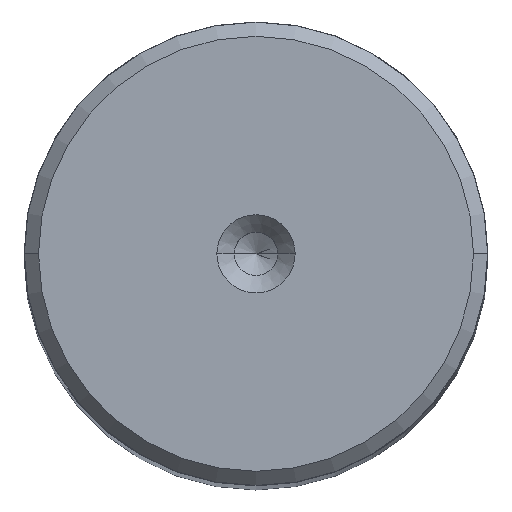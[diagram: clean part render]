
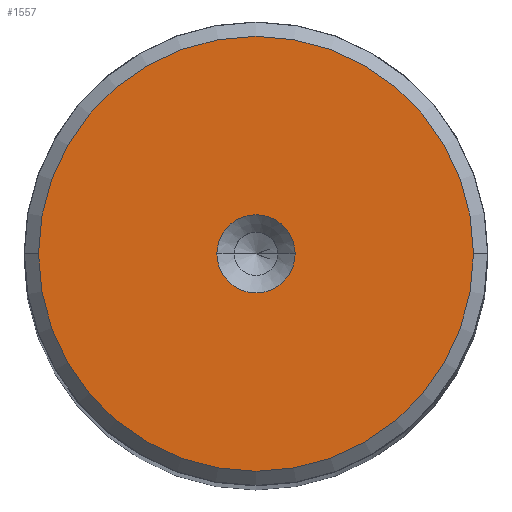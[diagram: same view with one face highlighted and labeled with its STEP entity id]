
A CAD part, top view. The second image highlights one B-rep face of the part: STEP entity #1557.
In plain terms, the highlighted planar face has unit normal (0, 0, 1).
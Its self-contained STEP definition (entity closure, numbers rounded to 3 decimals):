
#7 = PLANE ( 'NONE',  #1106 ) ;
#56 = VERTEX_POINT ( 'NONE', #245 ) ;
#105 = EDGE_CURVE ( 'NONE', #56, #2050, #1546, .T. ) ;
#112 = ORIENTED_EDGE ( 'NONE', *, *, #1898, .F. ) ;
#178 = EDGE_CURVE ( 'NONE', #1188, #1460, #1962, .T. ) ;
#190 = DIRECTION ( 'NONE',  ( 1., 0., 0. ) ) ;
#198 = DIRECTION ( 'NONE',  ( 1., 0., 0. ) ) ;
#245 = CARTESIAN_POINT ( 'NONE',  ( -15.012, 0., 170. ) ) ;
#269 = FACE_OUTER_BOUND ( 'NONE', #2166, .T. ) ;
#334 = ORIENTED_EDGE ( 'NONE', *, *, #178, .F. ) ;
#477 = CIRCLE ( 'NONE', #665, 15.012 ) ;
#566 = CARTESIAN_POINT ( 'NONE',  ( 0., 0., 170. ) ) ;
#569 = CIRCLE ( 'NONE', #1906, 2.7 ) ;
#581 = DIRECTION ( 'NONE',  ( 0., 0., 1. ) ) ;
#641 = DIRECTION ( 'NONE',  ( 0., 0., 1. ) ) ;
#665 = AXIS2_PLACEMENT_3D ( 'NONE', #1313, #1513, #1703 ) ;
#768 = DIRECTION ( 'NONE',  ( 0., 0., 1. ) ) ;
#837 = CARTESIAN_POINT ( 'NONE',  ( 0., 0., 170. ) ) ;
#1036 = EDGE_LOOP ( 'NONE', ( #112, #334 ) ) ;
#1106 = AXIS2_PLACEMENT_3D ( 'NONE', #2329, #581, #190 ) ;
#1119 = CARTESIAN_POINT ( 'NONE',  ( -2.7, 0., 170. ) ) ;
#1152 = CARTESIAN_POINT ( 'NONE',  ( 15.012, 0., 170. ) ) ;
#1167 = EDGE_CURVE ( 'NONE', #2050, #56, #477, .T. ) ;
#1188 = VERTEX_POINT ( 'NONE', #1119 ) ;
#1313 = CARTESIAN_POINT ( 'NONE',  ( 0., 0., 170. ) ) ;
#1425 = DIRECTION ( 'NONE',  ( 1., 0., 0. ) ) ;
#1460 = VERTEX_POINT ( 'NONE', #2191 ) ;
#1481 = AXIS2_PLACEMENT_3D ( 'NONE', #1800, #1982, #1425 ) ;
#1513 = DIRECTION ( 'NONE',  ( 0., 0., 1. ) ) ;
#1546 = CIRCLE ( 'NONE', #1481, 15.012 ) ;
#1557 = ADVANCED_FACE ( 'NONE', ( #2246, #269 ), #7, .T. ) ;
#1703 = DIRECTION ( 'NONE',  ( 1., 0., 0. ) ) ;
#1800 = CARTESIAN_POINT ( 'NONE',  ( 0., 0., 170. ) ) ;
#1860 = AXIS2_PLACEMENT_3D ( 'NONE', #837, #641, #2362 ) ;
#1898 = EDGE_CURVE ( 'NONE', #1460, #1188, #569, .T. ) ;
#1906 = AXIS2_PLACEMENT_3D ( 'NONE', #566, #768, #198 ) ;
#1962 = CIRCLE ( 'NONE', #1860, 2.7 ) ;
#1982 = DIRECTION ( 'NONE',  ( 0., 0., 1. ) ) ;
#1998 = ORIENTED_EDGE ( 'NONE', *, *, #1167, .T. ) ;
#2050 = VERTEX_POINT ( 'NONE', #1152 ) ;
#2166 = EDGE_LOOP ( 'NONE', ( #2225, #1998 ) ) ;
#2191 = CARTESIAN_POINT ( 'NONE',  ( 2.7, 0., 170. ) ) ;
#2225 = ORIENTED_EDGE ( 'NONE', *, *, #105, .T. ) ;
#2246 = FACE_BOUND ( 'NONE', #1036, .T. ) ;
#2329 = CARTESIAN_POINT ( 'NONE',  ( 0., 0., 170. ) ) ;
#2362 = DIRECTION ( 'NONE',  ( 1., 0., 0. ) ) ;
